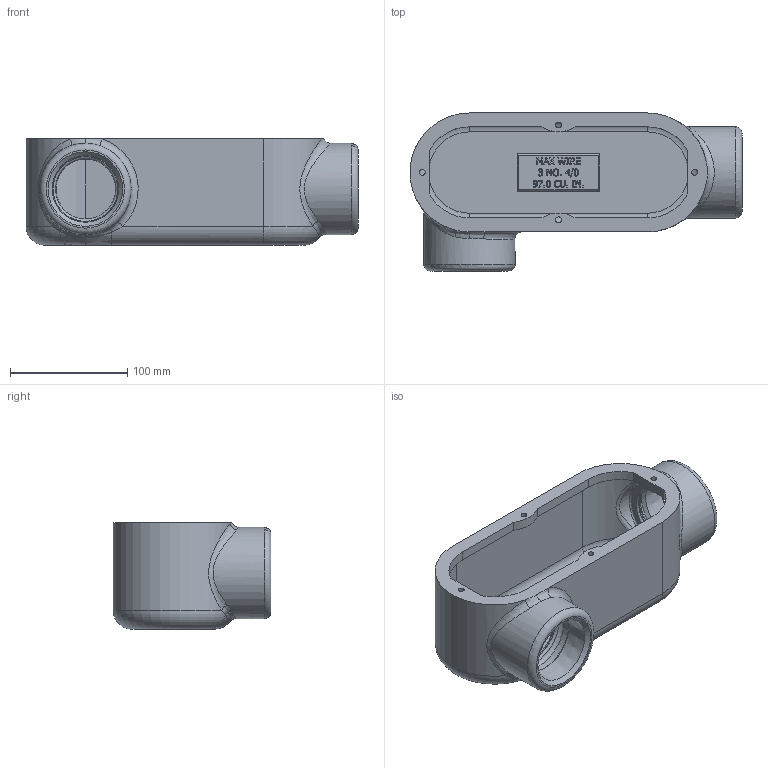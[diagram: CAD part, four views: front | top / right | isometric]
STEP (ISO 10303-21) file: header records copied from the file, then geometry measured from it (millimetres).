
FILE_DESCRIPTION(/* description */ ('FORM 8 LR68 AS MACHINED'),/* implementation_level */ '2;1');
FILE_NAME(/* name */ 'KIL_LR68.stp',/* time_stamp */ '2019-10-31T16:36:52+05:00',/* author */ ('kr'),/* organization */ (''),/* preprocessor_version */ 'ST-DEVELOPER v16.13',/* originating_system */ 'Autodesk Inventor 2018',/* authorisation */ '');
FILE_SCHEMA (('AUTOMOTIVE_DESIGN { 1 0 10303 214 3 1 1 }'));
Length unit declared in the file: inch
Products named in the file (1): 21737
Bounding box: 282.65 x 134.49 x 90.42 mm (x, y, z)
Volume: 525333.1 mm3; surface area: 177269.9 mm2
Topology: 1 solids, 1 shells, 762 faces, 2029 edges, 1342 vertices
Faces by surface type: plane 455, bspline 244, cylinder 41, torus 14, cone 8
Full cylindrical faces by diameter (mm): 4.978 x4, 10.35 x1, 12.7 x1, 60.477 x2, 77.737 x2
Entity records: 26221 total; most frequent: CARTESIAN_POINT 8160, ORIENTED_EDGE 3984, DIRECTION 2661, EDGE_CURVE 1992, LINE 1381, VECTOR 1381, VERTEX_POINT 1331, EDGE_LOOP 873
